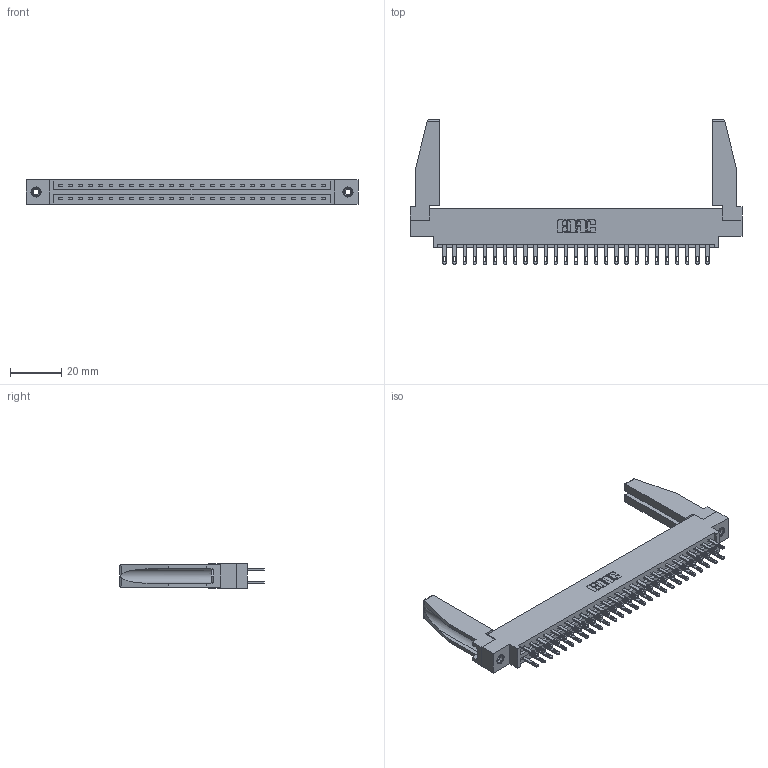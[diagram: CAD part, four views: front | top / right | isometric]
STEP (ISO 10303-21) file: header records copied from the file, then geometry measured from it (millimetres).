
FILE_DESCRIPTION (( 'STEP AP203' ), '1' );
FILE_NAME ('337-054-500-878.STEP', '2019-10-11T18:44:21', ( '' ), ( '' ), 'SwSTEP 2.0', 'SolidWorks 2016', '' );
FILE_SCHEMA (( 'CONFIG_CONTROL_DESIGN' ));
Length unit declared in the file: inch
Products named in the file (5): 345-292-001_345-293-100; 345-250-001_345-250-001-102; 307-220-078; 337 Part_0.170 Offset - 0.156 Dia-TI; 337-054-500-878
Assembly tree (59 placements, depth 2):
  337-054-500-878
    337 Part_0.170 Offset - 0.156 Dia-TI
    345-292-001_345-293-100  x54
    345-250-001_345-250-001-102  x2
    307-220-078  x2
Bounding box: 130 x 56.65 x 9.4 mm (x, y, z)
Volume: 17541.3 mm3; surface area: 19707.8 mm2
Topology: 59 solids, 59 shells, 2948 faces, 8915 edges, 5934 vertices
Faces by surface type: plane 1886, cylinder 1046, cone 12, torus 4
Entity records: 25376 total; most frequent: CARTESIAN_POINT 4288, ORIENTED_EDGE 4180, DIRECTION 3682, EDGE_CURVE 2090, VECTOR 1920, LINE 1920, VERTEX_POINT 1388, AXIS2_PLACEMENT_3D 881
